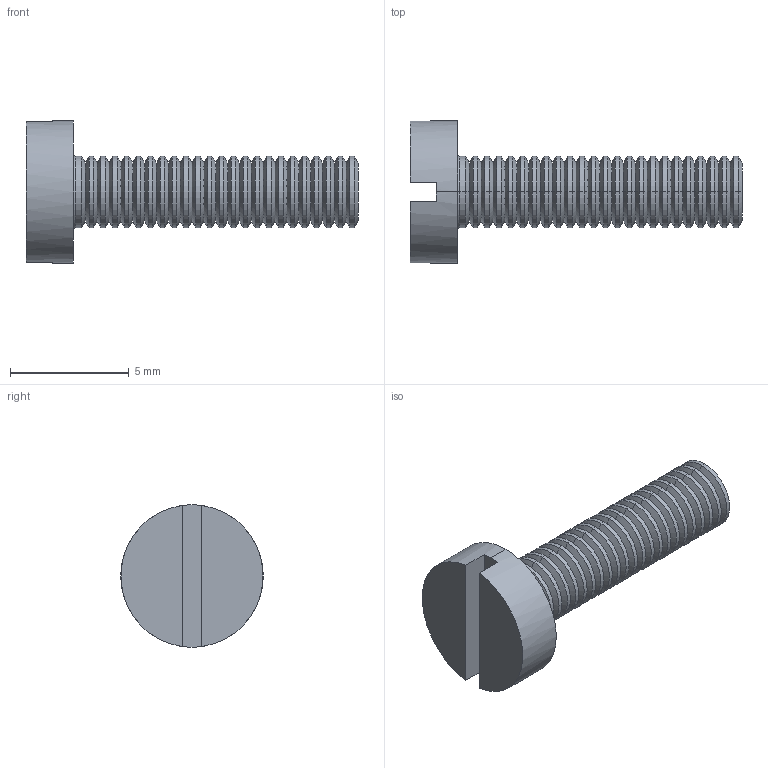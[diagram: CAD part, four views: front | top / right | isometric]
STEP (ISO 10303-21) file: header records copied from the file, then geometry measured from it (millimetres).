
FILE_DESCRIPTION (( 'STEP AP214' ), '1' );
FILE_NAME ('Screw M3 x 12-S.STEP', '2025-07-06T08:34:27', ( '' ), ( '' ), 'SwSTEP 2.0', 'SolidWorks 2025', '' );
FILE_SCHEMA (( 'AUTOMOTIVE_DESIGN' ));
Length unit declared in the file: millimetre
Products named in the file (1): Screw M3 x 12-S_KS 1021 FF - M3 x 10-S
Bounding box: 14 x 6 x 6 mm (x, y, z)
Volume: 126.7 mm3; surface area: 274.2 mm2
Topology: 1 solids, 1 shells, 153 faces, 308 edges, 158 vertices
Faces by surface type: cone 94, cylinder 50, plane 7, torus 2
Entity records: 3896 total; most frequent: DIRECTION 772, CARTESIAN_POINT 620, ORIENTED_EDGE 616, AXIS2_PLACEMENT_3D 310, EDGE_CURVE 308, VERTEX_POINT 158, CIRCLE 156, EDGE_LOOP 154
